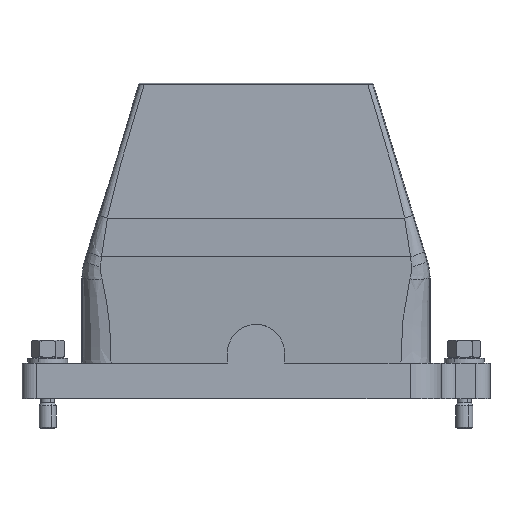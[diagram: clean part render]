
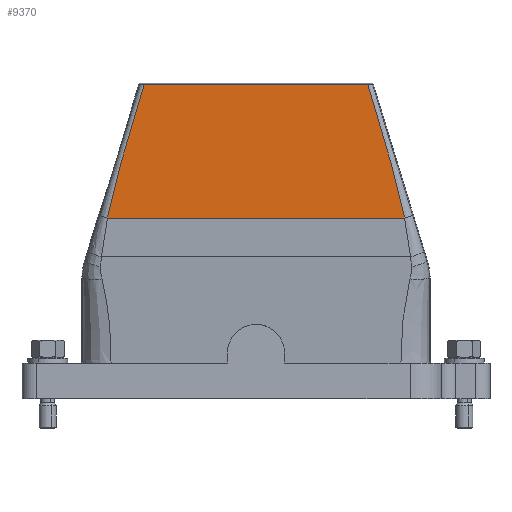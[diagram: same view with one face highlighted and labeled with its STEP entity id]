
A CAD part, left-side view. The second image highlights one B-rep face of the part: STEP entity #9370.
In plain terms, the highlighted planar face has unit normal (-1, 0, 0).
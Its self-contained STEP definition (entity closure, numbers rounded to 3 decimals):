
#9322=AXIS2_PLACEMENT_3D('Plane Axis2P3D',#9319,#9320,#9321) ;
#8796=CARTESIAN_POINT('Vertex',(0.,29.933,73.81)) ;
#8799=CARTESIAN_POINT('Line Origine',(0.,82.,73.81)) ;
#8803=CARTESIAN_POINT('Vertex',(0.,134.067,73.81)) ;
#9319=CARTESIAN_POINT('Axis2P3D Location',(0.,82.,121.)) ;
#9325=CARTESIAN_POINT('Control Point',(0.,42.829,120.62)) ;
#9326=CARTESIAN_POINT('Control Point',(0.,42.814,120.569)) ;
#9327=CARTESIAN_POINT('Control Point',(0.,42.798,120.518)) ;
#9328=CARTESIAN_POINT('Control Point',(0.,42.782,120.467)) ;
#9329=CARTESIAN_POINT('Control Point',(0.,42.56,119.743)) ;
#9330=CARTESIAN_POINT('Control Point',(0.,42.338,119.018)) ;
#9331=CARTESIAN_POINT('Control Point',(0.,42.131,118.344)) ;
#9332=CARTESIAN_POINT('Control Point',(0.,39.495,109.741)) ;
#9333=CARTESIAN_POINT('Control Point',(0.,36.892,101.128)) ;
#9334=CARTESIAN_POINT('Control Point',(0.,34.613,93.123)) ;
#9335=CARTESIAN_POINT('Control Point',(0.,32.262,84.486)) ;
#9336=CARTESIAN_POINT('Control Point',(0.,30.342,75.743)) ;
#9337=CARTESIAN_POINT('Control Point',(0.,30.203,75.101)) ;
#9338=CARTESIAN_POINT('Control Point',(0.,30.067,74.456)) ;
#9339=CARTESIAN_POINT('Control Point',(0.,29.933,73.81)) ;
#9340=CARTESIAN_POINT('Vertex',(0.,42.829,120.62)) ;
#9343=CARTESIAN_POINT('Line Origine',(0.,82.,120.62)) ;
#9347=CARTESIAN_POINT('Vertex',(0.,121.171,120.62)) ;
#9351=CARTESIAN_POINT('Control Point',(0.,134.067,73.81)) ;
#9352=CARTESIAN_POINT('Control Point',(0.,133.841,74.904)) ;
#9353=CARTESIAN_POINT('Control Point',(0.,133.607,75.991)) ;
#9354=CARTESIAN_POINT('Control Point',(0.,133.368,77.071)) ;
#9355=CARTESIAN_POINT('Control Point',(0.,131.407,85.68)) ;
#9356=CARTESIAN_POINT('Control Point',(0.,129.078,94.196)) ;
#9357=CARTESIAN_POINT('Control Point',(0.,126.953,101.619)) ;
#9358=CARTESIAN_POINT('Control Point',(0.,124.503,109.741)) ;
#9359=CARTESIAN_POINT('Control Point',(0.,122.019,117.853)) ;
#9360=CARTESIAN_POINT('Control Point',(0.,121.734,118.783)) ;
#9361=CARTESIAN_POINT('Control Point',(0.,121.444,119.73)) ;
#9362=CARTESIAN_POINT('Control Point',(0.,121.171,120.62)) ;
#8800=DIRECTION('Vector Direction',(0.,-1.,0.)) ;
#9320=DIRECTION('Axis2P3D Direction',(-1.,0.,0.)) ;
#9321=DIRECTION('Axis2P3D XDirection',(0.,0.,-1.)) ;
#9344=DIRECTION('Vector Direction',(0.,1.,0.)) ;
#8801=VECTOR('Line Direction',#8800,1.) ;
#9345=VECTOR('Line Direction',#9344,1.) ;
#9365=ORIENTED_EDGE('',*,*,#8805,.T.) ;
#9366=ORIENTED_EDGE('',*,*,#9342,.T.) ;
#9367=ORIENTED_EDGE('',*,*,#9349,.T.) ;
#9368=ORIENTED_EDGE('',*,*,#9363,.T.) ;
#9370=ADVANCED_FACE('Hood',(#9369),#9323,.T.) ;
#9324=B_SPLINE_CURVE_WITH_KNOTS('',5,(#9325,#9326,#9327,#9328,#9329,#9330,#9331,#9332,#9333,#9334,#9335,#9336,#9337,#9338,#9339),.UNSPECIFIED.,.F.,.U.,(6,3,3,3,6),(34.09,34.552,40.656,112.467,118.109),.UNSPECIFIED.) ;
#9350=B_SPLINE_CURVE_WITH_KNOTS('',5,(#9351,#9352,#9353,#9354,#9355,#9356,#9357,#9358,#9359,#9360,#9361,#9362),.UNSPECIFIED.,.F.,.U.,(6,3,3,6),(120.026,129.719,196.435,203.182),.UNSPECIFIED.) ;
#8805=EDGE_CURVE('',#8804,#8797,#8802,.T.) ;
#9342=EDGE_CURVE('',#8797,#9341,#9324,.F.) ;
#9349=EDGE_CURVE('',#9341,#9348,#9346,.T.) ;
#9363=EDGE_CURVE('',#9348,#8804,#9350,.F.) ;
#9364=EDGE_LOOP('',(#9365,#9366,#9367,#9368)) ;
#9369=FACE_OUTER_BOUND('',#9364,.T.) ;
#8802=LINE('Line',#8799,#8801) ;
#9346=LINE('Line',#9343,#9345) ;
#9323=PLANE('',#9322) ;
#8797=VERTEX_POINT('',#8796) ;
#8804=VERTEX_POINT('',#8803) ;
#9341=VERTEX_POINT('',#9340) ;
#9348=VERTEX_POINT('',#9347) ;
